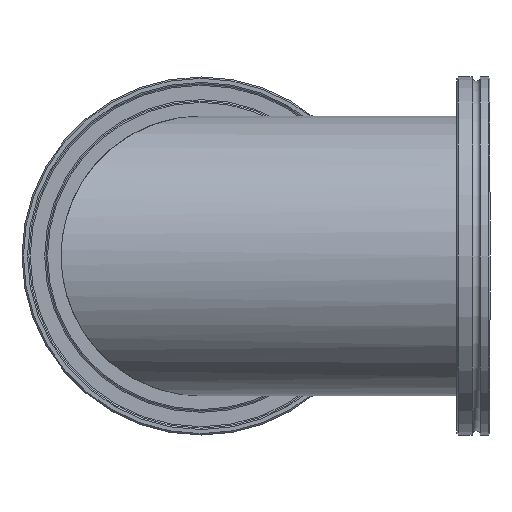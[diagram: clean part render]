
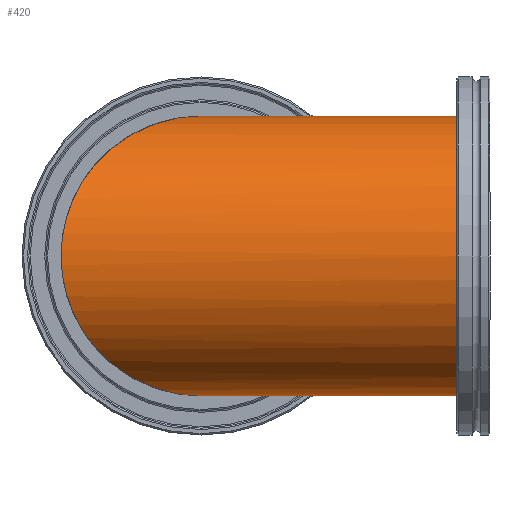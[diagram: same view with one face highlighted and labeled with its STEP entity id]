
A CAD part, left-side view. The second image highlights one B-rep face of the part: STEP entity #420.
In plain terms, the highlighted cylindrical face has radius 50.8 mm (diameter 101.6 mm), a full revolution.
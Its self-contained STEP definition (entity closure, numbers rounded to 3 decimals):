
#27=ELLIPSE('',#546,71.842,50.8);
#28=ELLIPSE('',#547,71.842,50.8);
#67=LINE('',#843,#78);
#78=VECTOR('',#711,50.8);
#87=CYLINDRICAL_SURFACE('',#552,50.8);
#110=FACE_OUTER_BOUND('',#141,.T.);
#141=EDGE_LOOP('',(#386,#387,#388,#389,#390));
#184=CIRCLE('',#553,50.8);
#219=VERTEX_POINT('',#828);
#220=VERTEX_POINT('',#829);
#224=VERTEX_POINT('',#841);
#273=EDGE_CURVE('',#219,#220,#27,.T.);
#274=EDGE_CURVE('',#220,#219,#28,.T.);
#279=EDGE_CURVE('',#224,#224,#184,.T.);
#280=EDGE_CURVE('',#224,#220,#67,.T.);
#386=ORIENTED_EDGE('',*,*,#279,.F.);
#387=ORIENTED_EDGE('',*,*,#280,.T.);
#388=ORIENTED_EDGE('',*,*,#274,.T.);
#389=ORIENTED_EDGE('',*,*,#273,.T.);
#390=ORIENTED_EDGE('',*,*,#280,.F.);
#420=ADVANCED_FACE('',(#110),#87,.T.);
#546=AXIS2_PLACEMENT_3D('',#830,#694,#695);
#547=AXIS2_PLACEMENT_3D('',#831,#696,#697);
#552=AXIS2_PLACEMENT_3D('',#840,#707,#708);
#553=AXIS2_PLACEMENT_3D('',#842,#709,#710);
#694=DIRECTION('center_axis',(0.,-0.707,0.707));
#695=DIRECTION('ref_axis',(0.,-0.707,-0.707));
#696=DIRECTION('center_axis',(0.,-0.707,0.707));
#697=DIRECTION('ref_axis',(0.,-0.707,-0.707));
#707=DIRECTION('center_axis',(0.,0.,1.));
#708=DIRECTION('ref_axis',(-1.,0.,0.));
#709=DIRECTION('center_axis',(0.,0.,1.));
#710=DIRECTION('ref_axis',(-1.,0.,0.));
#711=DIRECTION('',(0.,0.,-1.));
#828=CARTESIAN_POINT('',(0.,50.8,101.6));
#829=CARTESIAN_POINT('',(50.8,0.,50.8));
#830=CARTESIAN_POINT('Origin',(0.,0.,50.8));
#831=CARTESIAN_POINT('Origin',(0.,0.,50.8));
#840=CARTESIAN_POINT('Origin',(0.,0.,0.));
#841=CARTESIAN_POINT('',(50.8,0.,149.1));
#842=CARTESIAN_POINT('Origin',(0.,0.,149.1));
#843=CARTESIAN_POINT('',(50.8,0.,0.));
